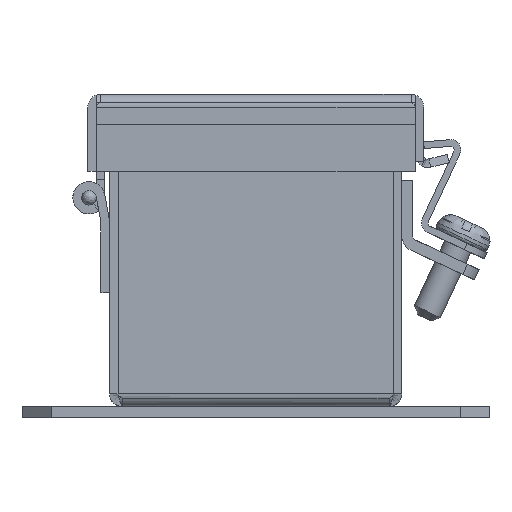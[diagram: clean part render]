
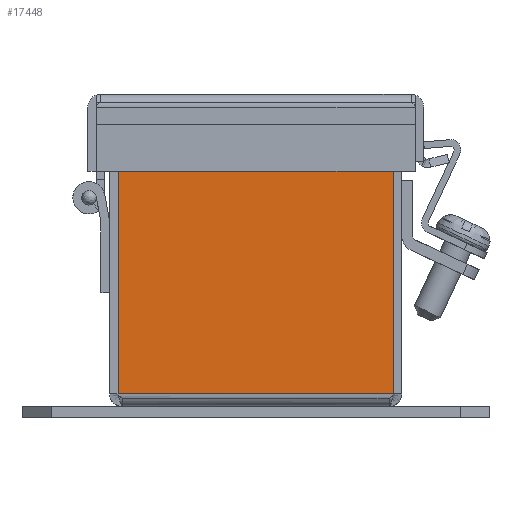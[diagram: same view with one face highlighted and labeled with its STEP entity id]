
A CAD part, left-side view. The second image highlights one B-rep face of the part: STEP entity #17448.
In plain terms, the highlighted planar face has unit normal (-1, 0, 0).
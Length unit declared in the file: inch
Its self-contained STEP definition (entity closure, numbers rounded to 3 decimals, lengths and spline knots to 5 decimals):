
#37 = AXIS2_PLACEMENT_3D ( 'NONE', #8349, #3686, #872 ) ;
#87 = EDGE_LOOP ( 'NONE', ( #1576, #17777, #4373, #11955, #14679, #12354 ) ) ;
#115 = LINE ( 'NONE', #1372, #18635 ) ;
#308 = DIRECTION ( 'NONE',  ( 1., 0., 0. ) ) ;
#385 = CARTESIAN_POINT ( 'NONE',  ( -18., 1.17789, 0.108 ) ) ;
#518 = CIRCLE ( 'NONE', #6092, 0.25 ) ;
#872 = DIRECTION ( 'NONE',  ( 0., -1., 0. ) ) ;
#1002 = EDGE_CURVE ( 'NONE', #14304, #6176, #115, .T. ) ;
#1303 = DIRECTION ( 'NONE',  ( 0., 1., 0. ) ) ;
#1372 = CARTESIAN_POINT ( 'NONE',  ( -18., 8.156, 2.392 ) ) ;
#1374 = LINE ( 'NONE', #1758, #2657 ) ;
#1576 = ORIENTED_EDGE ( 'NONE', *, *, #11465, .F. ) ;
#1758 = CARTESIAN_POINT ( 'NONE',  ( -18., -1.17789, 0.108 ) ) ;
#1817 = CARTESIAN_POINT ( 'NONE',  ( -18., -1.17789, 2.32223 ) ) ;
#2035 = EDGE_CURVE ( 'NONE', #7852, #12985, #1374, .T. ) ;
#2657 = VECTOR ( 'NONE', #17864, 39.37008 ) ;
#3686 = DIRECTION ( 'NONE',  ( 1., 0., 0. ) ) ;
#4373 = ORIENTED_EDGE ( 'NONE', *, *, #4859, .F. ) ;
#4859 = EDGE_CURVE ( 'NONE', #7852, #6434, #5875, .T. ) ;
#5153 = VERTEX_POINT ( 'NONE', #17377 ) ;
#5404 = VECTOR ( 'NONE', #14475, 39.37008 ) ;
#5408 = CARTESIAN_POINT ( 'NONE',  ( -18., 8.156, 0. ) ) ;
#5875 = LINE ( 'NONE', #6071, #8946 ) ;
#5948 = DIRECTION ( 'NONE',  ( 0., -1., 0. ) ) ;
#6071 = CARTESIAN_POINT ( 'NONE',  ( -18., -1.142, 0.108 ) ) ;
#6092 = AXIS2_PLACEMENT_3D ( 'NONE', #6227, #308, #5948 ) ;
#6176 = VERTEX_POINT ( 'NONE', #7796 ) ;
#6227 = CARTESIAN_POINT ( 'NONE',  ( -18., 0.92789, 2.32223 ) ) ;
#6434 = VERTEX_POINT ( 'NONE', #385 ) ;
#7362 = PLANE ( 'NONE',  #18328 ) ;
#7796 = CARTESIAN_POINT ( 'NONE',  ( -18., -1.16796, 2.392 ) ) ;
#7852 = VERTEX_POINT ( 'NONE', #14317 ) ;
#8349 = CARTESIAN_POINT ( 'NONE',  ( -18., -0.92789, 2.32223 ) ) ;
#8946 = VECTOR ( 'NONE', #1303, 39.37008 ) ;
#11465 = EDGE_CURVE ( 'NONE', #5153, #14304, #518, .T. ) ;
#11955 = ORIENTED_EDGE ( 'NONE', *, *, #2035, .T. ) ;
#12354 = ORIENTED_EDGE ( 'NONE', *, *, #1002, .F. ) ;
#12360 = EDGE_CURVE ( 'NONE', #6434, #5153, #12821, .T. ) ;
#12821 = LINE ( 'NONE', #15729, #5404 ) ;
#12985 = VERTEX_POINT ( 'NONE', #1817 ) ;
#14304 = VERTEX_POINT ( 'NONE', #14332 ) ;
#14317 = CARTESIAN_POINT ( 'NONE',  ( -18., -1.17789, 0.108 ) ) ;
#14332 = CARTESIAN_POINT ( 'NONE',  ( -18., 1.16796, 2.392 ) ) ;
#14475 = DIRECTION ( 'NONE',  ( 0., 0., 1. ) ) ;
#14679 = ORIENTED_EDGE ( 'NONE', *, *, #15864, .F. ) ;
#15729 = CARTESIAN_POINT ( 'NONE',  ( -18., 1.17789, 0. ) ) ;
#15780 = DIRECTION ( 'NONE',  ( 0., -1., 0. ) ) ;
#15864 = EDGE_CURVE ( 'NONE', #6176, #12985, #16760, .T. ) ;
#16072 = FACE_OUTER_BOUND ( 'NONE', #87, .T. ) ;
#16321 = DIRECTION ( 'NONE',  ( 0., -1., 0. ) ) ;
#16760 = CIRCLE ( 'NONE', #37, 0.25 ) ;
#17233 = DIRECTION ( 'NONE',  ( 1., 0., 0. ) ) ;
#17377 = CARTESIAN_POINT ( 'NONE',  ( -18., 1.17789, 2.32223 ) ) ;
#17448 = ADVANCED_FACE ( 'NONE', ( #16072 ), #7362, .F. ) ;
#17777 = ORIENTED_EDGE ( 'NONE', *, *, #12360, .F. ) ;
#17864 = DIRECTION ( 'NONE',  ( 0., 0., 1. ) ) ;
#18328 = AXIS2_PLACEMENT_3D ( 'NONE', #5408, #17233, #15780 ) ;
#18635 = VECTOR ( 'NONE', #16321, 39.37008 ) ;
